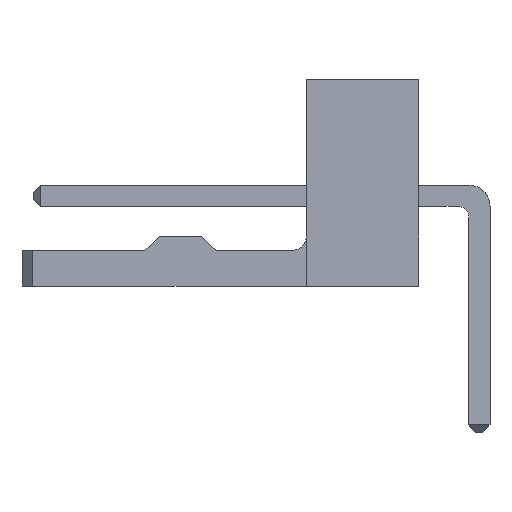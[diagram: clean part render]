
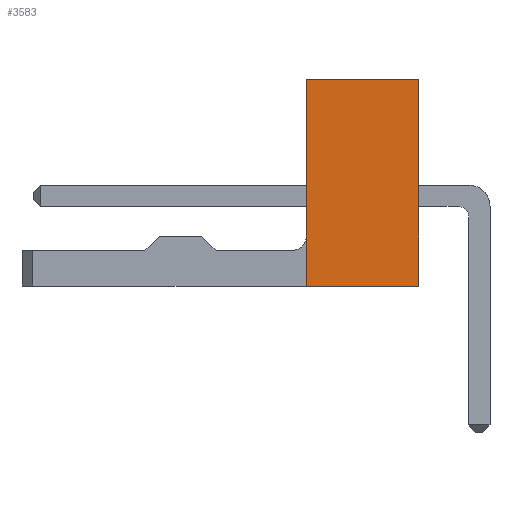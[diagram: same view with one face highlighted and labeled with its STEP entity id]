
A CAD part, left-side view. The second image highlights one B-rep face of the part: STEP entity #3583.
In plain terms, the highlighted planar face has unit normal (-1, 0, 0).
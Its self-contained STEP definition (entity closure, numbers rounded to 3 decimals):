
#157 = CARTESIAN_POINT ( 'NONE',  ( -3.81, 3.17, -2.9 ) ) ;
#239 = CARTESIAN_POINT ( 'NONE',  ( -3.81, 3.17, 2.9 ) ) ;
#273 = CARTESIAN_POINT ( 'NONE',  ( -3.81, 3.17, -2.9 ) ) ;
#325 = CARTESIAN_POINT ( 'NONE',  ( -3.81, 3.17, -2.9 ) ) ;
#501 = VERTEX_POINT ( 'NONE', #3535 ) ;
#582 = LINE ( 'NONE', #4564, #750 ) ;
#603 = FACE_OUTER_BOUND ( 'NONE', #2252, .T. ) ;
#650 = VECTOR ( 'NONE', #3629, 1000. ) ;
#674 = VERTEX_POINT ( 'NONE', #325 ) ;
#750 = VECTOR ( 'NONE', #3031, 1000. ) ;
#757 = LINE ( 'NONE', #239, #1150 ) ;
#1012 = ORIENTED_EDGE ( 'NONE', *, *, #3899, .T. ) ;
#1032 = DIRECTION ( 'NONE',  ( 0., 0., -1. ) ) ;
#1150 = VECTOR ( 'NONE', #4102, 1000. ) ;
#1381 = EDGE_CURVE ( 'NONE', #674, #4552, #4140, .T. ) ;
#1430 = EDGE_CURVE ( 'NONE', #2996, #501, #582, .T. ) ;
#1441 = ORIENTED_EDGE ( 'NONE', *, *, #1430, .T. ) ;
#1460 = ORIENTED_EDGE ( 'NONE', *, *, #2239, .F. ) ;
#2154 = ORIENTED_EDGE ( 'NONE', *, *, #1381, .F. ) ;
#2239 = EDGE_CURVE ( 'NONE', #4552, #501, #757, .T. ) ;
#2252 = EDGE_LOOP ( 'NONE', ( #1441, #1460, #2154, #1012 ) ) ;
#2299 = CARTESIAN_POINT ( 'NONE',  ( -3.81, 3.17, -2.9 ) ) ;
#2675 = AXIS2_PLACEMENT_3D ( 'NONE', #2299, #4213, #1032 ) ;
#2996 = VERTEX_POINT ( 'NONE', #3305 ) ;
#3031 = DIRECTION ( 'NONE',  ( 0., 0., 1. ) ) ;
#3107 = DIRECTION ( 'NONE',  ( 0., -1., 0. ) ) ;
#3124 = CARTESIAN_POINT ( 'NONE',  ( -3.81, 3.17, 2.9 ) ) ;
#3305 = CARTESIAN_POINT ( 'NONE',  ( -3.81, 0., -2.9 ) ) ;
#3458 = PLANE ( 'NONE',  #2675 ) ;
#3470 = VECTOR ( 'NONE', #3107, 1000. ) ;
#3535 = CARTESIAN_POINT ( 'NONE',  ( -3.81, 0., 2.9 ) ) ;
#3583 = ADVANCED_FACE ( 'NONE', ( #603 ), #3458, .F. ) ;
#3629 = DIRECTION ( 'NONE',  ( 0., 0., 1. ) ) ;
#3899 = EDGE_CURVE ( 'NONE', #674, #2996, #4532, .T. ) ;
#4102 = DIRECTION ( 'NONE',  ( 0., -1., 0. ) ) ;
#4140 = LINE ( 'NONE', #157, #650 ) ;
#4213 = DIRECTION ( 'NONE',  ( 1., 0., 0. ) ) ;
#4532 = LINE ( 'NONE', #273, #3470 ) ;
#4552 = VERTEX_POINT ( 'NONE', #3124 ) ;
#4564 = CARTESIAN_POINT ( 'NONE',  ( -3.81, 0., -2.9 ) ) ;
